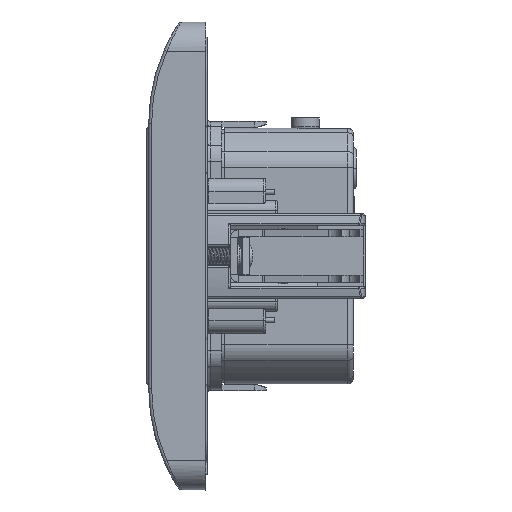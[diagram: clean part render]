
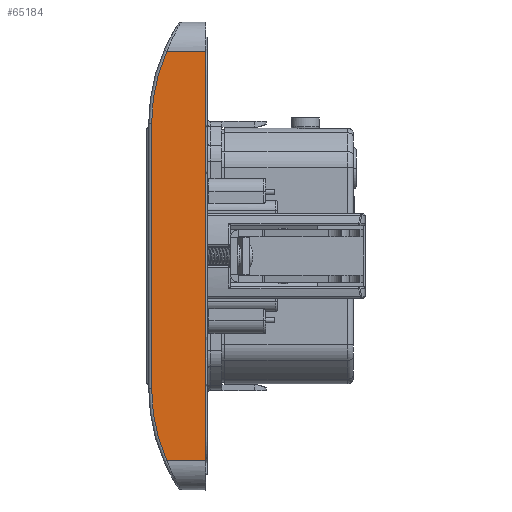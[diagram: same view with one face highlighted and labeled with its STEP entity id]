
A CAD part, left-side view. The second image highlights one B-rep face of the part: STEP entity #65184.
In plain terms, the highlighted planar face has unit normal (-1, 0, 0).
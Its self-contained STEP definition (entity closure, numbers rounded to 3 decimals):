
#56856=DIRECTION('',(0.,0.,-1.));
#56857=VECTOR('',#56856,45.33);
#56858=CARTESIAN_POINT('',(-40.,8.,22.665));
#56859=LINE('',#56858,#56857);
#56864=CARTESIAN_POINT('',(-40.,-22.5,22.665));
#56865=DIRECTION('',(1.,0.,0.));
#56866=DIRECTION('',(0.,1.,0.));
#56867=AXIS2_PLACEMENT_3D('',#56864,#56865,#56866);
#56869=DIRECTION('',(0.,0.,-1.));
#56870=VECTOR('',#56869,70.);
#56871=CARTESIAN_POINT('',(-40.,-1.3,35.));
#56872=LINE('',#56871,#56870);
#56873=CARTESIAN_POINT('',(-40.,-22.5,-22.665));
#56874=DIRECTION('',(1.,0.,0.));
#56875=DIRECTION('',(0.,0.915,-0.404));
#56876=AXIS2_PLACEMENT_3D('',#56873,#56874,#56875);
#57020=DIRECTION('',(0.,-1.,0.));
#57021=VECTOR('',#57020,6.694);
#57022=CARTESIAN_POINT('',(-40.,5.394,
-35.));
#57023=LINE('',#57022,#57021);
#57314=DIRECTION('',(0.,1.,0.));
#57315=VECTOR('',#57314,6.694);
#57316=CARTESIAN_POINT('',(-40.,-1.3,35.));
#57317=LINE('',#57316,#57315);
#63544=CARTESIAN_POINT('',(-40.,8.,22.665));
#63545=CARTESIAN_POINT('',(-40.,8.,-22.665));
#63546=VERTEX_POINT('',#63544);
#63547=VERTEX_POINT('',#63545);
#63548=CARTESIAN_POINT('',(-40.,5.394,35.));
#63549=VERTEX_POINT('',#63548);
#63550=CARTESIAN_POINT('',(-40.,-1.3,35.));
#63551=VERTEX_POINT('',#63550);
#63552=CARTESIAN_POINT('',(-40.,-1.3,-35.));
#63553=VERTEX_POINT('',#63552);
#63554=CARTESIAN_POINT('',(-40.,5.394,
-35.));
#63555=VERTEX_POINT('',#63554);
#65166=CARTESIAN_POINT('',(-40.,3.5,0.));
#65167=DIRECTION('',(1.,0.,0.));
#65168=DIRECTION('',(0.,0.,-1.));
#65169=AXIS2_PLACEMENT_3D('',#65166,#65167,#65168);
#65170=PLANE('',#65169);
#65171=ORIENTED_EDGE('',*,*,#65156,.F.);
#65173=ORIENTED_EDGE('',*,*,#65172,.T.);
#65175=ORIENTED_EDGE('',*,*,#65174,.F.);
#65177=ORIENTED_EDGE('',*,*,#65176,.T.);
#65179=ORIENTED_EDGE('',*,*,#65178,.F.);
#65181=ORIENTED_EDGE('',*,*,#65180,.T.);
#65182=EDGE_LOOP('',(#65171,#65173,#65175,#65177,#65179,#65181));
#65183=FACE_OUTER_BOUND('',#65182,.F.);
#56868=CIRCLE('',#56867,30.5);
#56877=CIRCLE('',#56876,30.5);
#65156=EDGE_CURVE('',#63546,#63547,#56859,.T.);
#65172=EDGE_CURVE('',#63546,#63549,#56868,.T.);
#65174=EDGE_CURVE('',#63551,#63549,#57317,.T.);
#65176=EDGE_CURVE('',#63551,#63553,#56872,.T.);
#65178=EDGE_CURVE('',#63555,#63553,#57023,.T.);
#65180=EDGE_CURVE('',#63555,#63547,#56877,.T.);
#65184=ADVANCED_FACE('',(#65183),#65170,.F.);
